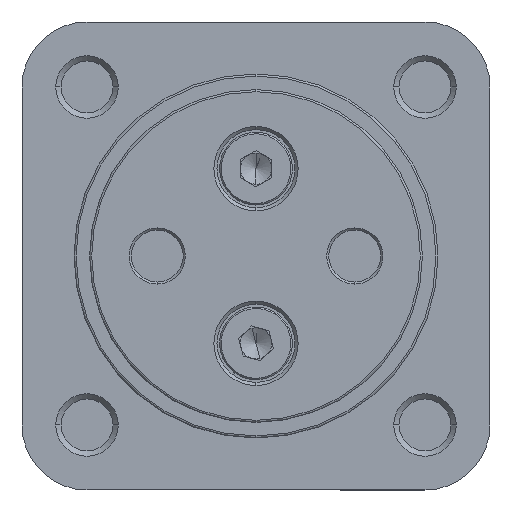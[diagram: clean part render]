
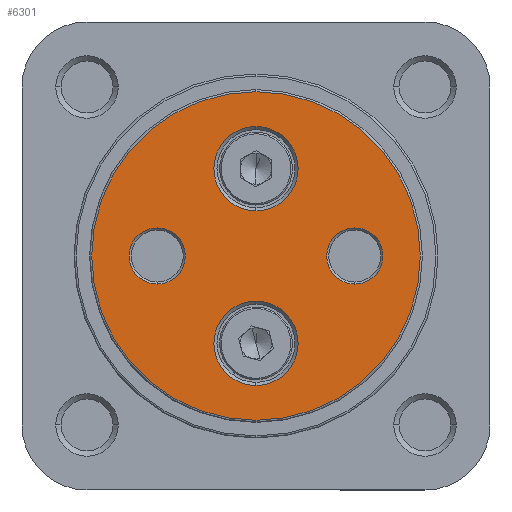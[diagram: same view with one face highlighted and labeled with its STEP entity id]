
A CAD part, left-side view. The second image highlights one B-rep face of the part: STEP entity #6301.
In plain terms, the highlighted planar face has unit normal (-1, 0, 0).
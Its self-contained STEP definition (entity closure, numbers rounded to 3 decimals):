
#60 = EDGE_CURVE ( 'NONE', #5933, #5934, #2016, .T. ) ;
#64 = EDGE_CURVE ( 'NONE', #5901, #5902, #2024, .T. ) ;
#129 = EDGE_CURVE ( 'NONE', #5960, #5959, #2126, .T. ) ;
#177 = EDGE_CURVE ( 'NONE', #5905, #5906, #2197, .T. ) ;
#594 = AXIS2_PLACEMENT_3D ( 'NONE', #1706, #1703, #1701 ) ;
#596 = AXIS2_PLACEMENT_3D ( 'NONE', #1694, #1693, #1691 ) ;
#639 = AXIS2_PLACEMENT_3D ( 'NONE', #6695, #6696, #6697 ) ;
#702 = AXIS2_PLACEMENT_3D ( 'NONE', #6818, #6819, #6820 ) ;
#992 = AXIS2_PLACEMENT_3D ( 'NONE', #7615, #7623, #7624 ) ;
#1027 = AXIS2_PLACEMENT_3D ( 'NONE', #7698, #7701, #7702 ) ;
#1030 = AXIS2_PLACEMENT_3D ( 'NONE', #1677, #3207, #3208 ) ;
#1034 = AXIS2_PLACEMENT_3D ( 'NONE', #7703, #7709, #7710 ) ;
#1041 = AXIS2_PLACEMENT_3D ( 'NONE', #3209, #3216, #3217 ) ;
#1056 = AXIS2_PLACEMENT_3D ( 'NONE', #3243, #3251, #3252 ) ;
#1202 = AXIS2_PLACEMENT_3D ( 'NONE', #3917, #3929, #3930 ) ;
#1677 = CARTESIAN_POINT ( 'NONE',  ( 0., 0., -8.4 ) ) ;
#1691 = DIRECTION ( 'NONE',  ( 0., 0., -1. ) ) ;
#1693 = DIRECTION ( 'NONE',  ( 1., 0., 0. ) ) ;
#1694 = CARTESIAN_POINT ( 'NONE',  ( 0., -9.5, 0. ) ) ;
#1701 = DIRECTION ( 'NONE',  ( 0., 0., -1. ) ) ;
#1703 = DIRECTION ( 'NONE',  ( 1., 0., 0. ) ) ;
#1706 = CARTESIAN_POINT ( 'NONE',  ( 0., 0., -8.4 ) ) ;
#2016 = CIRCLE ( 'NONE', #594, 4.05 ) ;
#2024 = CIRCLE ( 'NONE', #596, 2.7 ) ;
#2126 = CIRCLE ( 'NONE', #639, 15.8 ) ;
#2197 = CIRCLE ( 'NONE', #702, 2.7 ) ;
#2727 = CIRCLE ( 'NONE', #992, 4.05 ) ;
#2769 = CIRCLE ( 'NONE', #1027, 2.7 ) ;
#2775 = CIRCLE ( 'NONE', #1034, 4.05 ) ;
#2777 = CIRCLE ( 'NONE', #1030, 4.05 ) ;
#2783 = CIRCLE ( 'NONE', #1041, 2.7 ) ;
#2805 = CIRCLE ( 'NONE', #1056, 15.8 ) ;
#3190 = EDGE_CURVE ( 'NONE', #5937, #5938, #2727, .T. ) ;
#3207 = DIRECTION ( 'NONE',  ( 1., 0., 0. ) ) ;
#3208 = DIRECTION ( 'NONE',  ( 0., 0., -1. ) ) ;
#3209 = CARTESIAN_POINT ( 'NONE',  ( 0., 9.5, 0. ) ) ;
#3216 = DIRECTION ( 'NONE',  ( 1., 0., 0. ) ) ;
#3217 = DIRECTION ( 'NONE',  ( 0., 0., -1. ) ) ;
#3243 = CARTESIAN_POINT ( 'NONE',  ( 0., 0., 0. ) ) ;
#3251 = DIRECTION ( 'NONE',  ( -1., 0., 0. ) ) ;
#3252 = DIRECTION ( 'NONE',  ( 0., 0., -1. ) ) ;
#3496 = CARTESIAN_POINT ( 'NONE',  ( 0., -9.5, 2.7 ) ) ;
#3497 = CARTESIAN_POINT ( 'NONE',  ( 0., -9.5, -2.7 ) ) ;
#3500 = CARTESIAN_POINT ( 'NONE',  ( 0., 9.5, 2.7 ) ) ;
#3501 = CARTESIAN_POINT ( 'NONE',  ( 0., 9.5, -2.7 ) ) ;
#3528 = CARTESIAN_POINT ( 'NONE',  ( 0., 0., -4.35 ) ) ;
#3529 = CARTESIAN_POINT ( 'NONE',  ( 0., 0., -12.45 ) ) ;
#3532 = CARTESIAN_POINT ( 'NONE',  ( 0., 0., 12.45 ) ) ;
#3533 = CARTESIAN_POINT ( 'NONE',  ( 0., 0., 4.35 ) ) ;
#3554 = CARTESIAN_POINT ( 'NONE',  ( 0., 0., -15.8 ) ) ;
#3555 = CARTESIAN_POINT ( 'NONE',  ( 0., 0., 15.8 ) ) ;
#3917 = CARTESIAN_POINT ( 'NONE',  ( 0., 0., 0. ) ) ;
#3926 = PLANE ( 'NONE',  #1202 ) ;
#3929 = DIRECTION ( 'NONE',  ( 1., 0., 0. ) ) ;
#3930 = DIRECTION ( 'NONE',  ( 0., 0., -1. ) ) ;
#4684 = FACE_BOUND ( 'NONE', #8392, .T. ) ;
#4688 = FACE_OUTER_BOUND ( 'NONE', #8079, .T. ) ;
#4694 = FACE_BOUND ( 'NONE', #8394, .T. ) ;
#4696 = FACE_BOUND ( 'NONE', #8088, .T. ) ;
#4698 = FACE_BOUND ( 'NONE', #8393, .T. ) ;
#5373 = EDGE_CURVE ( 'NONE', #5902, #5901, #2769, .T. ) ;
#5376 = EDGE_CURVE ( 'NONE', #5938, #5937, #2775, .T. ) ;
#5378 = EDGE_CURVE ( 'NONE', #5934, #5933, #2777, .T. ) ;
#5381 = EDGE_CURVE ( 'NONE', #5906, #5905, #2783, .T. ) ;
#5396 = EDGE_CURVE ( 'NONE', #5959, #5960, #2805, .T. ) ;
#5901 = VERTEX_POINT ( 'NONE', #3496 ) ;
#5902 = VERTEX_POINT ( 'NONE', #3497 ) ;
#5905 = VERTEX_POINT ( 'NONE', #3500 ) ;
#5906 = VERTEX_POINT ( 'NONE', #3501 ) ;
#5933 = VERTEX_POINT ( 'NONE', #3528 ) ;
#5934 = VERTEX_POINT ( 'NONE', #3529 ) ;
#5937 = VERTEX_POINT ( 'NONE', #3532 ) ;
#5938 = VERTEX_POINT ( 'NONE', #3533 ) ;
#5959 = VERTEX_POINT ( 'NONE', #3554 ) ;
#5960 = VERTEX_POINT ( 'NONE', #3555 ) ;
#6301 = ADVANCED_FACE ( 'NONE', ( #4688, #4694, #4696, #4698, #4684 ), #3926, .F. ) ;
#6695 = CARTESIAN_POINT ( 'NONE',  ( 0., 0., 0. ) ) ;
#6696 = DIRECTION ( 'NONE',  ( -1., 0., 0. ) ) ;
#6697 = DIRECTION ( 'NONE',  ( 0., 0., -1. ) ) ;
#6818 = CARTESIAN_POINT ( 'NONE',  ( 0., 9.5, 0. ) ) ;
#6819 = DIRECTION ( 'NONE',  ( 1., 0., 0. ) ) ;
#6820 = DIRECTION ( 'NONE',  ( 0., 0., -1. ) ) ;
#7615 = CARTESIAN_POINT ( 'NONE',  ( 0., 0., 8.4 ) ) ;
#7623 = DIRECTION ( 'NONE',  ( 1., 0., 0. ) ) ;
#7624 = DIRECTION ( 'NONE',  ( 0., 0., -1. ) ) ;
#7698 = CARTESIAN_POINT ( 'NONE',  ( 0., -9.5, 0. ) ) ;
#7701 = DIRECTION ( 'NONE',  ( 1., 0., 0. ) ) ;
#7702 = DIRECTION ( 'NONE',  ( 0., 0., -1. ) ) ;
#7703 = CARTESIAN_POINT ( 'NONE',  ( 0., 0., 8.4 ) ) ;
#7709 = DIRECTION ( 'NONE',  ( 1., 0., 0. ) ) ;
#7710 = DIRECTION ( 'NONE',  ( 0., 0., -1. ) ) ;
#8079 = EDGE_LOOP ( 'NONE', ( #8466, #8467 ) ) ;
#8088 = EDGE_LOOP ( 'NONE', ( #8470, #8471 ) ) ;
#8392 = EDGE_LOOP ( 'NONE', ( #8474, #8475 ) ) ;
#8393 = EDGE_LOOP ( 'NONE', ( #8472, #8473 ) ) ;
#8394 = EDGE_LOOP ( 'NONE', ( #8468, #8469 ) ) ;
#8466 = ORIENTED_EDGE ( 'NONE', *, *, #5396, .T. ) ;
#8467 = ORIENTED_EDGE ( 'NONE', *, *, #129, .T. ) ;
#8468 = ORIENTED_EDGE ( 'NONE', *, *, #60, .T. ) ;
#8469 = ORIENTED_EDGE ( 'NONE', *, *, #5378, .T. ) ;
#8470 = ORIENTED_EDGE ( 'NONE', *, *, #3190, .T. ) ;
#8471 = ORIENTED_EDGE ( 'NONE', *, *, #5376, .T. ) ;
#8472 = ORIENTED_EDGE ( 'NONE', *, *, #64, .T. ) ;
#8473 = ORIENTED_EDGE ( 'NONE', *, *, #5373, .T. ) ;
#8474 = ORIENTED_EDGE ( 'NONE', *, *, #177, .T. ) ;
#8475 = ORIENTED_EDGE ( 'NONE', *, *, #5381, .T. ) ;
